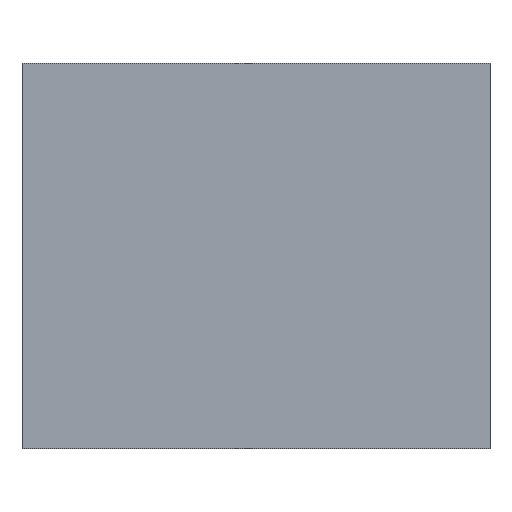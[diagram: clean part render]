
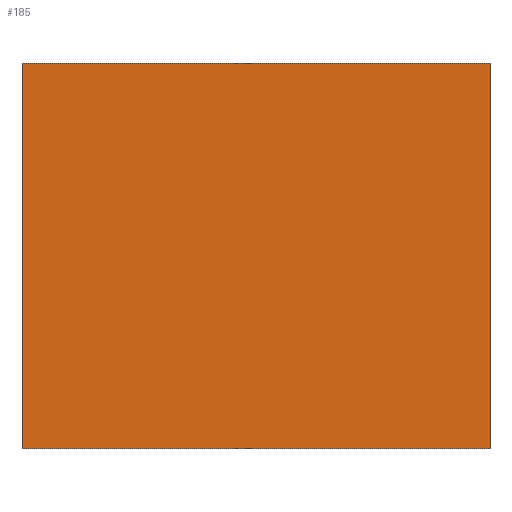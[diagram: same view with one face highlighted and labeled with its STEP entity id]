
A CAD part, top view. The second image highlights one B-rep face of the part: STEP entity #185.
In plain terms, the highlighted planar face has unit normal (0, 0, 1).
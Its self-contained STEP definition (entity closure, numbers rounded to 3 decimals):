
#22=LINE('',#311,#34);
#25=LINE('',#317,#37);
#28=LINE('',#323,#40);
#31=LINE('',#327,#43);
#34=VECTOR('',#258,10.);
#37=VECTOR('',#263,10.);
#40=VECTOR('',#268,10.);
#43=VECTOR('',#273,10.);
#48=PLANE('',#220);
#59=FACE_OUTER_BOUND('',#70,.T.);
#70=EDGE_LOOP('',(#158,#159,#160,#161));
#99=VERTEX_POINT('',#308);
#100=VERTEX_POINT('',#310);
#102=VERTEX_POINT('',#316);
#104=VERTEX_POINT('',#322);
#117=EDGE_CURVE('',#100,#99,#22,.T.);
#120=EDGE_CURVE('',#102,#100,#25,.T.);
#123=EDGE_CURVE('',#104,#102,#28,.T.);
#126=EDGE_CURVE('',#99,#104,#31,.T.);
#158=ORIENTED_EDGE('',*,*,#126,.T.);
#159=ORIENTED_EDGE('',*,*,#123,.T.);
#160=ORIENTED_EDGE('',*,*,#120,.T.);
#161=ORIENTED_EDGE('',*,*,#117,.T.);
#185=ADVANCED_FACE('',(#59),#48,.T.);
#220=AXIS2_PLACEMENT_3D('',#328,#274,#275);
#258=DIRECTION('',(0.,1.,0.));
#263=DIRECTION('',(1.,0.,0.));
#268=DIRECTION('',(0.,-1.,0.));
#273=DIRECTION('',(-1.,0.,0.));
#274=DIRECTION('center_axis',(0.,0.,1.));
#275=DIRECTION('ref_axis',(1.,0.,0.));
#308=CARTESIAN_POINT('',(0.565,0.465,0.4));
#310=CARTESIAN_POINT('',(0.565,-0.465,0.4));
#311=CARTESIAN_POINT('',(0.565,0.465,0.4));
#316=CARTESIAN_POINT('',(-0.565,-0.465,0.4));
#317=CARTESIAN_POINT('',(0.565,-0.465,0.4));
#322=CARTESIAN_POINT('',(-0.565,0.465,0.4));
#323=CARTESIAN_POINT('',(-0.565,-0.465,0.4));
#327=CARTESIAN_POINT('',(-0.565,0.465,0.4));
#328=CARTESIAN_POINT('Origin',(0.,0.,0.4));
